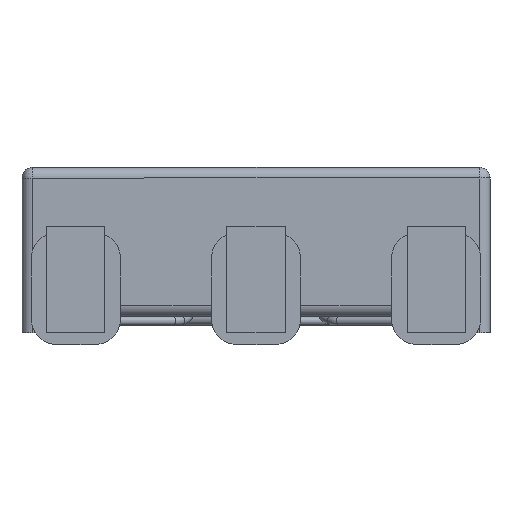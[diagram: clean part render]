
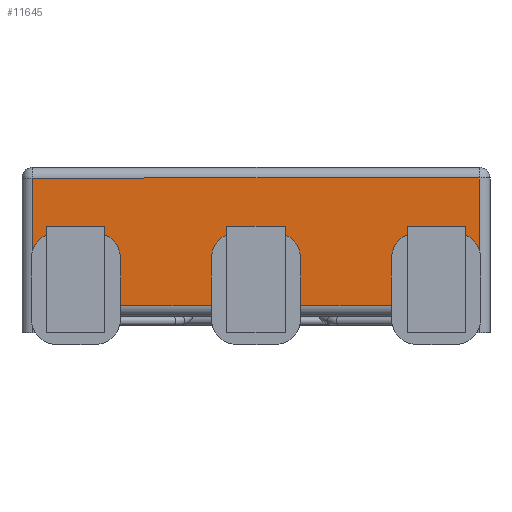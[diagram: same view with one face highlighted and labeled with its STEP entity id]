
A CAD part, front view. The second image highlights one B-rep face of the part: STEP entity #11645.
In plain terms, the highlighted face is planar.
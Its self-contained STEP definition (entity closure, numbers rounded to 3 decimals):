
#71=LINE('',#17957,#508);
#72=LINE('',#17960,#509);
#73=LINE('',#17964,#510);
#74=LINE('',#17968,#511);
#75=LINE('',#17970,#512);
#76=LINE('',#17972,#513);
#77=LINE('',#17976,#514);
#78=LINE('',#17980,#515);
#79=LINE('',#17982,#516);
#80=LINE('',#17984,#517);
#81=LINE('',#17988,#518);
#82=LINE('',#17992,#519);
#508=VECTOR('',#13398,1000.);
#509=VECTOR('',#13399,1000.);
#510=VECTOR('',#13402,1000.);
#511=VECTOR('',#13405,1000.);
#512=VECTOR('',#13406,1000.);
#513=VECTOR('',#13407,1000.);
#514=VECTOR('',#13410,1000.);
#515=VECTOR('',#13413,1000.);
#516=VECTOR('',#13414,1000.);
#517=VECTOR('',#13415,1000.);
#518=VECTOR('',#13418,1000.);
#519=VECTOR('',#13421,1000.);
#921=PLANE('',#12290);
#1361=CIRCLE('',#12291,0.37);
#1362=CIRCLE('',#12292,0.37);
#1363=CIRCLE('',#12293,0.37);
#1364=CIRCLE('',#12294,0.37);
#1365=CIRCLE('',#12295,0.37);
#1366=CIRCLE('',#12296,0.37);
#1896=ORIENTED_EDGE('',*,*,#3898,.F.);
#1897=ORIENTED_EDGE('',*,*,#3899,.F.);
#1898=ORIENTED_EDGE('',*,*,#3900,.F.);
#1899=ORIENTED_EDGE('',*,*,#3901,.F.);
#1900=ORIENTED_EDGE('',*,*,#3902,.F.);
#1901=ORIENTED_EDGE('',*,*,#3903,.T.);
#1902=ORIENTED_EDGE('',*,*,#3904,.T.);
#1903=ORIENTED_EDGE('',*,*,#3905,.T.);
#1904=ORIENTED_EDGE('',*,*,#3906,.T.);
#1905=ORIENTED_EDGE('',*,*,#3907,.T.);
#1906=ORIENTED_EDGE('',*,*,#3908,.T.);
#1907=ORIENTED_EDGE('',*,*,#3909,.F.);
#1908=ORIENTED_EDGE('',*,*,#3910,.T.);
#1909=ORIENTED_EDGE('',*,*,#3911,.T.);
#1910=ORIENTED_EDGE('',*,*,#3912,.T.);
#1911=ORIENTED_EDGE('',*,*,#3913,.T.);
#1912=ORIENTED_EDGE('',*,*,#3914,.T.);
#1913=ORIENTED_EDGE('',*,*,#3915,.T.);
#3898=EDGE_CURVE('',#4942,#4943,#71,.T.);
#3899=EDGE_CURVE('',#4944,#4942,#72,.T.);
#3900=EDGE_CURVE('',#4945,#4944,#1361,.T.);
#3901=EDGE_CURVE('',#4946,#4945,#73,.T.);
#3902=EDGE_CURVE('',#4947,#4946,#1362,.T.);
#3903=EDGE_CURVE('',#4947,#4948,#74,.T.);
#3904=EDGE_CURVE('',#4948,#4949,#75,.T.);
#3905=EDGE_CURVE('',#4949,#4950,#76,.T.);
#3906=EDGE_CURVE('',#4950,#4951,#1363,.T.);
#3907=EDGE_CURVE('',#4951,#4952,#77,.T.);
#3908=EDGE_CURVE('',#4952,#4953,#1364,.T.);
#3909=EDGE_CURVE('',#4954,#4953,#78,.T.);
#3910=EDGE_CURVE('',#4954,#4955,#79,.T.);
#3911=EDGE_CURVE('',#4955,#4956,#80,.T.);
#3912=EDGE_CURVE('',#4956,#4957,#1365,.T.);
#3913=EDGE_CURVE('',#4957,#4958,#81,.T.);
#3914=EDGE_CURVE('',#4958,#4959,#1366,.T.);
#3915=EDGE_CURVE('',#4959,#4943,#82,.T.);
#4942=VERTEX_POINT('',#17958);
#4943=VERTEX_POINT('',#17959);
#4944=VERTEX_POINT('',#17961);
#4945=VERTEX_POINT('',#17963);
#4946=VERTEX_POINT('',#17965);
#4947=VERTEX_POINT('',#17967);
#4948=VERTEX_POINT('',#17969);
#4949=VERTEX_POINT('',#17971);
#4950=VERTEX_POINT('',#17973);
#4951=VERTEX_POINT('',#17975);
#4952=VERTEX_POINT('',#17977);
#4953=VERTEX_POINT('',#17979);
#4954=VERTEX_POINT('',#17981);
#4955=VERTEX_POINT('',#17983);
#4956=VERTEX_POINT('',#17985);
#4957=VERTEX_POINT('',#17987);
#4958=VERTEX_POINT('',#17989);
#4959=VERTEX_POINT('',#17991);
#5961=EDGE_LOOP('',(#1896,#1897,#1898,#1899,#1900,#1901,#1902,#1903,#1904,
#1905,#1906,#1907,#1908,#1909,#1910,#1911,#1912,#1913));
#6819=FACE_BOUND('',#5961,.T.);
#11645=ADVANCED_FACE('',(#6819),#921,.T.);
#12290=AXIS2_PLACEMENT_3D('',#17956,#13396,#13397);
#12291=AXIS2_PLACEMENT_3D('',#17962,#13400,#13401);
#12292=AXIS2_PLACEMENT_3D('',#17966,#13403,#13404);
#12293=AXIS2_PLACEMENT_3D('',#17974,#13408,#13409);
#12294=AXIS2_PLACEMENT_3D('',#17978,#13411,#13412);
#12295=AXIS2_PLACEMENT_3D('',#17986,#13416,#13417);
#12296=AXIS2_PLACEMENT_3D('',#17990,#13419,#13420);
#13396=DIRECTION('',(1.,0.,0.));
#13397=DIRECTION('',(0.,0.,-1.));
#13398=DIRECTION('',(0.,1.,0.));
#13399=DIRECTION('',(0.,0.,1.));
#13400=DIRECTION('',(1.,0.,0.));
#13401=DIRECTION('',(0.,-1.,0.));
#13402=DIRECTION('',(0.,1.,0.));
#13403=DIRECTION('',(1.,0.,0.));
#13404=DIRECTION('',(0.,1.,0.));
#13405=DIRECTION('',(0.,0.,1.));
#13406=DIRECTION('',(0.,-1.,0.));
#13407=DIRECTION('',(0.,0.,-1.));
#13408=DIRECTION('',(-1.,0.,0.));
#13409=DIRECTION('',(0.,-1.,0.));
#13410=DIRECTION('',(0.,-1.,0.));
#13411=DIRECTION('',(-1.,0.,0.));
#13412=DIRECTION('',(0.,1.,0.));
#13413=DIRECTION('',(0.,0.,1.));
#13414=DIRECTION('',(0.,1.,0.));
#13415=DIRECTION('',(0.,0.,1.));
#13416=DIRECTION('',(-1.,0.,0.));
#13417=DIRECTION('',(0.,1.,0.));
#13418=DIRECTION('',(0.,-1.,0.));
#13419=DIRECTION('',(-1.,0.,0.));
#13420=DIRECTION('',(0.,1.,0.));
#13421=DIRECTION('',(0.,0.,1.));
#17956=CARTESIAN_POINT('',(3.,-3.3,-2.33));
#17957=CARTESIAN_POINT('',(3.,0.41,-0.38));
#17958=CARTESIAN_POINT('',(3.,0.63,-0.38));
#17959=CARTESIAN_POINT('',(3.,1.91,-0.38));
#17960=CARTESIAN_POINT('',(3.,0.63,-1.04));
#17961=CARTESIAN_POINT('',(3.,0.63,-1.04));
#17962=CARTESIAN_POINT('',(3.,0.26,-1.04));
#17963=CARTESIAN_POINT('',(3.,0.26,-1.41));
#17964=CARTESIAN_POINT('',(3.,-0.26,-1.41));
#17965=CARTESIAN_POINT('',(3.,-0.26,-1.41));
#17966=CARTESIAN_POINT('',(3.,-0.26,-1.04));
#17967=CARTESIAN_POINT('',(3.,-0.63,-1.04));
#17968=CARTESIAN_POINT('',(3.,-0.63,-2.33));
#17969=CARTESIAN_POINT('',(3.,-0.63,-0.38));
#17970=CARTESIAN_POINT('',(3.,-3.3,-0.38));
#17971=CARTESIAN_POINT('',(3.,-1.91,-0.38));
#17972=CARTESIAN_POINT('',(3.,-1.91,-0.2));
#17973=CARTESIAN_POINT('',(3.,-1.91,-1.04));
#17974=CARTESIAN_POINT('',(3.,-2.28,-1.04));
#17975=CARTESIAN_POINT('',(3.,-2.28,-1.41));
#17976=CARTESIAN_POINT('',(3.,-2.28,-1.41));
#17977=CARTESIAN_POINT('',(3.,-2.8,-1.41));
#17978=CARTESIAN_POINT('',(3.,-2.8,-1.04));
#17979=CARTESIAN_POINT('',(3.,-3.15,-1.16));
#17980=CARTESIAN_POINT('',(3.,-3.15,-2.33));
#17981=CARTESIAN_POINT('',(3.,-3.15,-2.18));
#17982=CARTESIAN_POINT('',(3.,3.3,-2.18));
#17983=CARTESIAN_POINT('',(3.,3.15,-2.18));
#17984=CARTESIAN_POINT('',(3.,3.15,-2.33));
#17985=CARTESIAN_POINT('',(3.,3.15,-1.16));
#17986=CARTESIAN_POINT('',(3.,2.8,-1.04));
#17987=CARTESIAN_POINT('',(3.,2.8,-1.41));
#17988=CARTESIAN_POINT('',(3.,2.8,-1.41));
#17989=CARTESIAN_POINT('',(3.,2.28,-1.41));
#17990=CARTESIAN_POINT('',(3.,2.28,-1.04));
#17991=CARTESIAN_POINT('',(3.,1.91,-1.04));
#17992=CARTESIAN_POINT('',(3.,1.91,-1.04));
